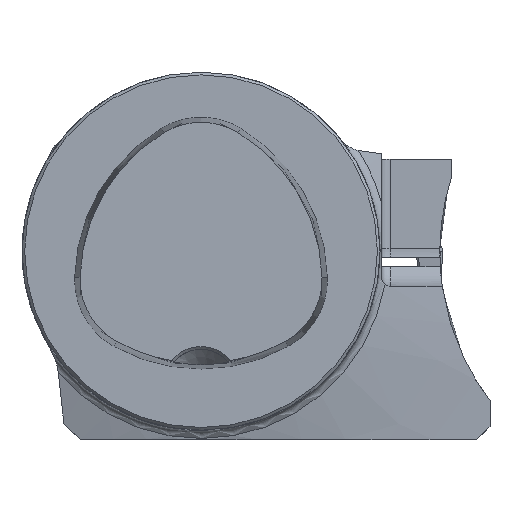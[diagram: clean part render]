
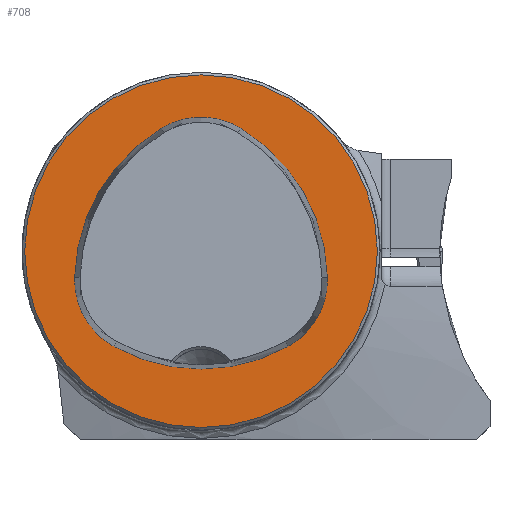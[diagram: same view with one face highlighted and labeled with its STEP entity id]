
A CAD part, top view. The second image highlights one B-rep face of the part: STEP entity #708.
In plain terms, the highlighted planar face has unit normal (0, 0, 1).
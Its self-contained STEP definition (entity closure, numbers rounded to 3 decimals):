
#154=FACE_BOUND('',#1039,.T.);
#155=FACE_BOUND('',#1040,.T.);
#258=PLANE('',#3004);
#708=ADVANCED_FACE('CU_FL_N1_SU_1',(#154,#155),#258,.T.);
#1039=EDGE_LOOP('',(#1493,#1494,#1495,#1496,#1497,#1498));
#1040=EDGE_LOOP('',(#1499));
#1187=CIRCLE('',#2995,20.063);
#1189=CIRCLE('',#2998,20.063);
#1190=CIRCLE('',#2999,8.563);
#1191=CIRCLE('',#3000,8.563);
#1192=CIRCLE('',#3001,20.063);
#1193=CIRCLE('',#3002,8.563);
#1194=CIRCLE('',#3003,19.7);
#1493=ORIENTED_EDGE('',*,*,#2519,.F.);
#1494=ORIENTED_EDGE('',*,*,#2520,.F.);
#1495=ORIENTED_EDGE('',*,*,#2512,.F.);
#1496=ORIENTED_EDGE('',*,*,#2521,.F.);
#1497=ORIENTED_EDGE('',*,*,#2522,.F.);
#1498=ORIENTED_EDGE('',*,*,#2523,.F.);
#1499=ORIENTED_EDGE('',*,*,#2524,.T.);
#2207=VERTEX_POINT('',#4688);
#2208=VERTEX_POINT('',#4690);
#2214=VERTEX_POINT('',#4722);
#2215=VERTEX_POINT('',#4723);
#2216=VERTEX_POINT('',#4726);
#2217=VERTEX_POINT('',#4728);
#2218=VERTEX_POINT('',#4731);
#2512=EDGE_CURVE('',#2207,#2208,#1187,.T.);
#2519=EDGE_CURVE('',#2214,#2215,#1189,.T.);
#2520=EDGE_CURVE('',#2208,#2214,#1190,.T.);
#2521=EDGE_CURVE('',#2216,#2207,#1191,.T.);
#2522=EDGE_CURVE('',#2217,#2216,#1192,.T.);
#2523=EDGE_CURVE('',#2215,#2217,#1193,.T.);
#2524=EDGE_CURVE('',#2218,#2218,#1194,.T.);
#2995=AXIS2_PLACEMENT_3D('',#4689,#3399,#3400);
#2998=AXIS2_PLACEMENT_3D('',#4721,#3406,#3407);
#2999=AXIS2_PLACEMENT_3D('',#4724,#3408,#3409);
#3000=AXIS2_PLACEMENT_3D('',#4725,#3410,#3411);
#3001=AXIS2_PLACEMENT_3D('',#4727,#3412,#3413);
#3002=AXIS2_PLACEMENT_3D('',#4729,#3414,#3415);
#3003=AXIS2_PLACEMENT_3D('',#4730,#3416,#3417);
#3004=AXIS2_PLACEMENT_3D('',#4732,#3418,#3419);
#3399=DIRECTION('',(0.,0.,1.));
#3400=DIRECTION('',(-1.,0.,0.));
#3406=DIRECTION('',(0.,0.,1.));
#3407=DIRECTION('',(-1.,0.,0.));
#3408=DIRECTION('',(0.,0.,1.));
#3409=DIRECTION('',(-1.,0.,0.));
#3410=DIRECTION('',(0.,0.,1.));
#3411=DIRECTION('',(-1.,0.,0.));
#3412=DIRECTION('',(0.,0.,1.));
#3413=DIRECTION('',(-1.,0.,0.));
#3414=DIRECTION('',(0.,0.,1.));
#3415=DIRECTION('',(-1.,0.,0.));
#3416=DIRECTION('',(0.,0.,1.));
#3417=DIRECTION('',(-1.,0.,0.));
#3418=DIRECTION('',(0.,0.,1.));
#3419=DIRECTION('',(-1.,0.,0.));
#4688=CARTESIAN_POINT('',(-9.704,-10.66,0.));
#4689=CARTESIAN_POINT('',(0.,6.9,0.));
#4690=CARTESIAN_POINT('',(9.704,-10.66,0.));
#4721=CARTESIAN_POINT('',(-5.934,-3.451,0.));
#4722=CARTESIAN_POINT('',(14.123,-2.953,0.));
#4723=CARTESIAN_POINT('',(4.418,13.735,0.));
#4724=CARTESIAN_POINT('',(5.562,-3.165,0.));
#4725=CARTESIAN_POINT('',(-5.562,-3.165,0.));
#4726=CARTESIAN_POINT('',(-14.123,-2.953,0.));
#4727=CARTESIAN_POINT('',(5.934,-3.451,0.));
#4728=CARTESIAN_POINT('',(-4.418,13.735,0.));
#4729=CARTESIAN_POINT('',(0.,6.4,0.));
#4730=CARTESIAN_POINT('',(0.,0.,0.));
#4731=CARTESIAN_POINT('',(-19.7,0.,0.));
#4732=CARTESIAN_POINT('',(0.,0.,0.));
